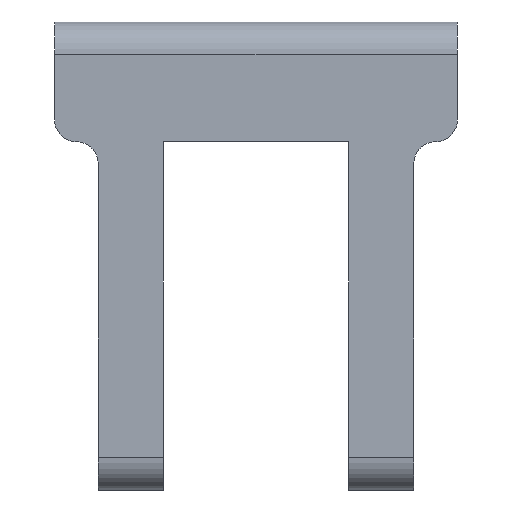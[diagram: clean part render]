
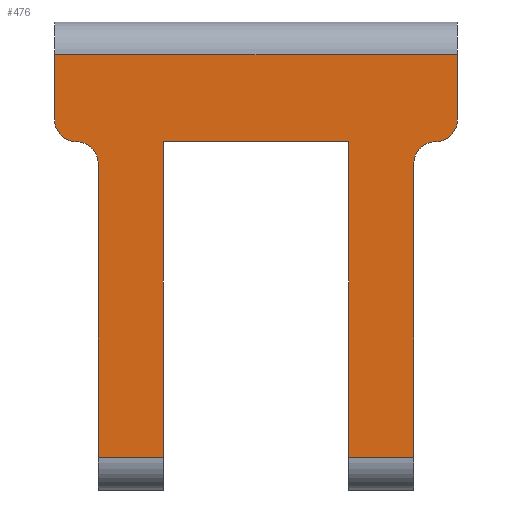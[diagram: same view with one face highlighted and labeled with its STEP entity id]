
A CAD part, left-side view. The second image highlights one B-rep face of the part: STEP entity #476.
In plain terms, the highlighted planar face has unit normal (-1, 0, 0).
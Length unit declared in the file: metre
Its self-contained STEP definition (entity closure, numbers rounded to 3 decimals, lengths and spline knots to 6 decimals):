
#37=CIRCLE('',#530,0.002);
#38=CIRCLE('',#531,0.002);
#39=CIRCLE('',#532,0.002);
#40=CIRCLE('',#533,0.002);
#95=ORIENTED_EDGE('',*,*,#205,.F.);
#96=ORIENTED_EDGE('',*,*,#227,.T.);
#97=ORIENTED_EDGE('',*,*,#220,.T.);
#98=ORIENTED_EDGE('',*,*,#228,.T.);
#99=ORIENTED_EDGE('',*,*,#229,.T.);
#100=ORIENTED_EDGE('',*,*,#223,.T.);
#101=ORIENTED_EDGE('',*,*,#230,.T.);
#102=ORIENTED_EDGE('',*,*,#189,.F.);
#103=ORIENTED_EDGE('',*,*,#192,.T.);
#104=ORIENTED_EDGE('',*,*,#196,.T.);
#105=ORIENTED_EDGE('',*,*,#231,.T.);
#106=ORIENTED_EDGE('',*,*,#200,.F.);
#107=ORIENTED_EDGE('',*,*,#232,.T.);
#108=ORIENTED_EDGE('',*,*,#233,.T.);
#189=EDGE_CURVE('',#257,#254,#301,.T.);
#192=EDGE_CURVE('',#257,#259,#304,.T.);
#196=EDGE_CURVE('',#259,#262,#306,.T.);
#200=EDGE_CURVE('',#266,#267,#309,.T.);
#205=EDGE_CURVE('',#271,#268,#312,.T.);
#220=EDGE_CURVE('',#285,#284,#323,.T.);
#223=EDGE_CURVE('',#287,#288,#324,.T.);
#227=EDGE_CURVE('',#271,#285,#327,.F.);
#228=EDGE_CURVE('',#284,#291,#37,.T.);
#229=EDGE_CURVE('',#291,#287,#38,.F.);
#230=EDGE_CURVE('',#288,#254,#328,.T.);
#231=EDGE_CURVE('',#262,#267,#329,.F.);
#232=EDGE_CURVE('',#266,#292,#39,.F.);
#233=EDGE_CURVE('',#292,#268,#40,.T.);
#254=VERTEX_POINT('',#711);
#257=VERTEX_POINT('',#716);
#259=VERTEX_POINT('',#722);
#262=VERTEX_POINT('',#730);
#266=VERTEX_POINT('',#739);
#267=VERTEX_POINT('',#741);
#268=VERTEX_POINT('',#745);
#271=VERTEX_POINT('',#750);
#284=VERTEX_POINT('',#781);
#285=VERTEX_POINT('',#783);
#287=VERTEX_POINT('',#789);
#288=VERTEX_POINT('',#790);
#291=VERTEX_POINT('',#799);
#292=VERTEX_POINT('',#804);
#301=LINE('',#717,#347);
#304=LINE('',#723,#350);
#306=LINE('',#731,#352);
#309=LINE('',#740,#355);
#312=LINE('',#751,#358);
#323=LINE('',#782,#369);
#324=LINE('',#788,#370);
#327=LINE('',#797,#373);
#328=LINE('',#801,#374);
#329=LINE('',#802,#375);
#347=VECTOR('',#569,1.);
#350=VECTOR('',#574,1.);
#352=VECTOR('',#582,1.);
#355=VECTOR('',#589,1.);
#358=VECTOR('',#598,1.);
#369=VECTOR('',#623,1.);
#370=VECTOR('',#630,1.);
#373=VECTOR('',#637,1.);
#374=VECTOR('',#642,1.);
#375=VECTOR('',#643,1.);
#401=EDGE_LOOP('',(#95,#96,#97,#98,#99,#100,#101,#102,#103,#104,#105,#106,
#107,#108));
#433=FACE_BOUND('',#401,.T.);
#461=PLANE('',#529);
#476=ADVANCED_FACE('',(#433),#461,.T.);
#529=AXIS2_PLACEMENT_3D('',#796,#635,#636);
#530=AXIS2_PLACEMENT_3D('',#798,#638,#639);
#531=AXIS2_PLACEMENT_3D('',#800,#640,#641);
#532=AXIS2_PLACEMENT_3D('',#803,#644,#645);
#533=AXIS2_PLACEMENT_3D('',#805,#646,#647);
#569=DIRECTION('',(0.,0.,-1.));
#574=DIRECTION('',(0.,-1.,0.));
#582=DIRECTION('',(0.,0.,-1.));
#589=DIRECTION('',(0.,0.,-1.));
#598=DIRECTION('',(0.,0.,-1.));
#623=DIRECTION('',(0.,0.,-1.));
#630=DIRECTION('',(0.,0.,-1.));
#635=DIRECTION('',(-1.,0.,0.));
#636=DIRECTION('',(0.,-1.,0.));
#637=DIRECTION('',(0.,-1.,0.));
#638=DIRECTION('',(-1.,0.,0.));
#639=DIRECTION('',(0.,0.,1.));
#640=DIRECTION('',(-1.,0.,0.));
#641=DIRECTION('',(0.,0.,1.));
#642=DIRECTION('',(0.,-1.,0.));
#643=DIRECTION('',(0.,1.,0.));
#644=DIRECTION('',(-1.,0.,0.));
#645=DIRECTION('',(0.,0.,1.));
#646=DIRECTION('',(-1.,0.,0.));
#647=DIRECTION('',(0.,0.,1.));
#711=CARTESIAN_POINT('',(-0.042,0.0085,0.004));
#716=CARTESIAN_POINT('',(-0.042,0.0085,0.033));
#717=CARTESIAN_POINT('',(-0.042,0.0085,0.017));
#722=CARTESIAN_POINT('',(-0.042,-0.0085,0.033));
#723=CARTESIAN_POINT('',(-0.042,0.,0.033));
#730=CARTESIAN_POINT('',(-0.042,-0.0085,0.004));
#731=CARTESIAN_POINT('',(-0.042,-0.0085,0.017));
#739=CARTESIAN_POINT('',(-0.042,-0.0145,0.031));
#740=CARTESIAN_POINT('',(-0.042,-0.0145,0.017));
#741=CARTESIAN_POINT('',(-0.042,-0.0145,0.004));
#745=CARTESIAN_POINT('',(-0.042,-0.0185,0.035));
#750=CARTESIAN_POINT('',(-0.042,-0.0185,0.041));
#751=CARTESIAN_POINT('',(-0.042,-0.0185,0.0355));
#781=CARTESIAN_POINT('',(-0.042,0.0185,0.035));
#782=CARTESIAN_POINT('',(-0.042,0.0185,0.0355));
#783=CARTESIAN_POINT('',(-0.042,0.0185,0.041));
#788=CARTESIAN_POINT('',(-0.042,0.0145,0.017));
#789=CARTESIAN_POINT('',(-0.042,0.0145,0.031));
#790=CARTESIAN_POINT('',(-0.042,0.0145,0.004));
#796=CARTESIAN_POINT('',(-0.042,0.,0.0225));
#797=CARTESIAN_POINT('',(-0.042,0.,0.041));
#798=CARTESIAN_POINT('',(-0.042,0.0165,0.035));
#799=CARTESIAN_POINT('',(-0.042,0.0165,0.033));
#800=CARTESIAN_POINT('',(-0.042,0.0165,0.031));
#801=CARTESIAN_POINT('',(-0.042,0.0085,0.004));
#802=CARTESIAN_POINT('',(-0.042,0.,0.004));
#803=CARTESIAN_POINT('',(-0.042,-0.0165,0.031));
#804=CARTESIAN_POINT('',(-0.042,-0.0165,0.033));
#805=CARTESIAN_POINT('',(-0.042,-0.0165,0.035));
